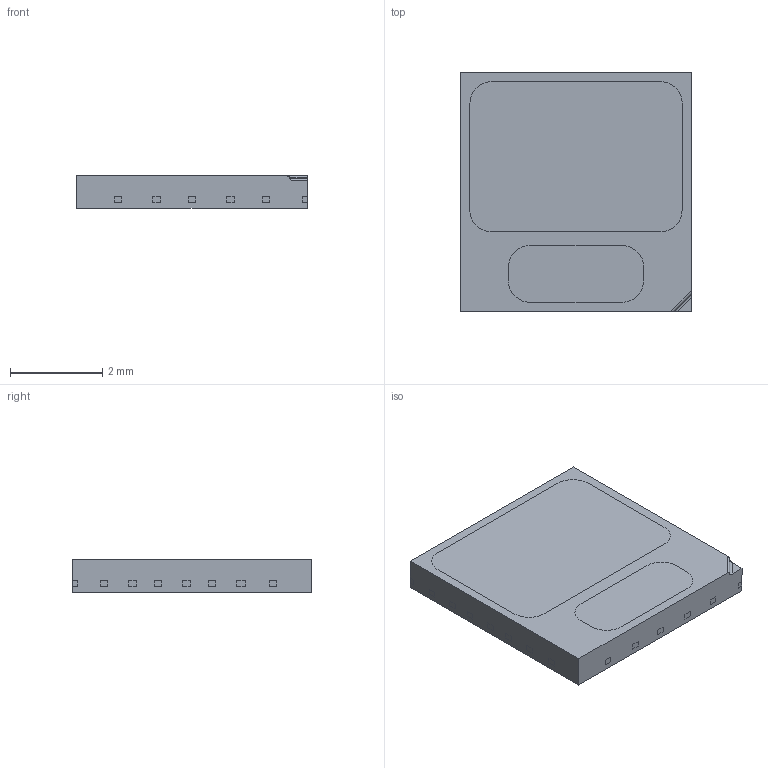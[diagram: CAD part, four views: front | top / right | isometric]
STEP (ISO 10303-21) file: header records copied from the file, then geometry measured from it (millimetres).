
FILE_DESCRIPTION (( 'STEP AP214' ), '1' );
FILE_NAME ('5050RGBW_SC.STEP', '2018-09-26T02:18:08', ( '' ), ( '' ), 'SwSTEP 2.0', 'SolidWorks 2017', '' );
FILE_SCHEMA (( 'AUTOMOTIVE_DESIGN' ));
Length unit declared in the file: millimetre
Products named in the file (1): 5050RGBW_SC
Bounding box: 5 x 5.18 x 0.7 mm (x, y, z)
Volume: 18.1 mm3; surface area: 66.1 mm2
Topology: 1 solids, 2 shells, 57 faces, 242 edges, 224 vertices
Faces by surface type: plane 53, cylinder 4
Entity records: 2784 total; most frequent: CARTESIAN_POINT 584, ORIENTED_EDGE 484, DIRECTION 386, EDGE_CURVE 242, VERTEX_POINT 224, LINE 190, VECTOR 190, AXIS2_PLACEMENT_3D 98
